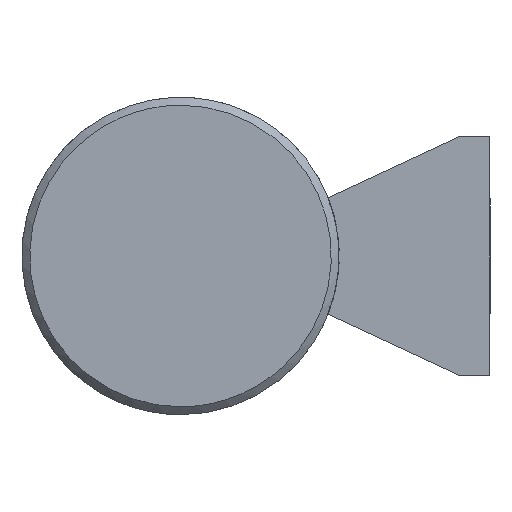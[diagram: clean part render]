
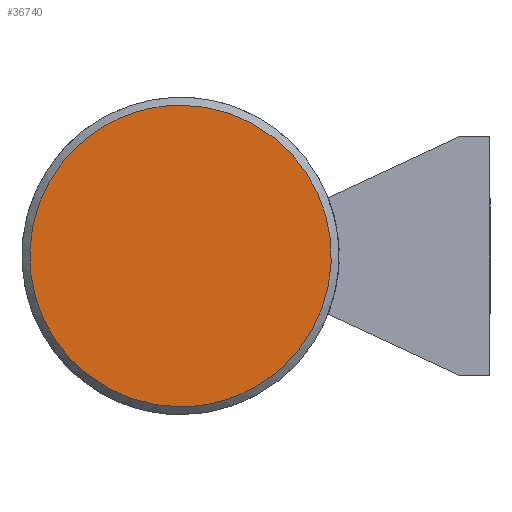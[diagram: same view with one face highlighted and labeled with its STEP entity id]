
A CAD part, left-side view. The second image highlights one B-rep face of the part: STEP entity #36740.
In plain terms, the highlighted free-form (B-spline) face has degree [1, 1] with [2, 2] control points.
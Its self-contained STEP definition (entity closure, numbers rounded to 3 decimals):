
#36220 = CARTESIAN_POINT ('', (0., 39., 19.));
#36230 = VERTEX_POINT ('', #36220);
#36240 = CARTESIAN_POINT ('', (0., 39., -19.));
#36250 = VERTEX_POINT ('', #36240);
#36260 = CARTESIAN_POINT ('', (0., 39., 19.));
#36270 = CARTESIAN_POINT ('', (0., 1., 19.));
#36280 = CARTESIAN_POINT ('', (0., 1., -19.));
#36290 = CARTESIAN_POINT ('', (0., 39., -19.));
#36300 = (
   BOUNDED_CURVE ()
   B_SPLINE_CURVE (3, (#36260, #36270, #36280, #36290), .UNSPECIFIED., .F., .U.)
   B_SPLINE_CURVE_WITH_KNOTS ((4, 4), (0., 1.), .UNSPECIFIED.)
   CURVE ()
   GEOMETRIC_REPRESENTATION_ITEM ()
   RATIONAL_B_SPLINE_CURVE ((1., 0.333, 0.333, 1.))
   REPRESENTATION_ITEM ('')
);
#36310 = EDGE_CURVE ('', #36230, #36250, #36300, .T.);
#36400 = CARTESIAN_POINT ('', (0., 39., -19.));
#36410 = CARTESIAN_POINT ('', (0., 77., -19.));
#36420 = CARTESIAN_POINT ('', (0., 77., 19.));
#36430 = CARTESIAN_POINT ('', (0., 39., 19.));
#36440 = (
   BOUNDED_CURVE ()
   B_SPLINE_CURVE (3, (#36400, #36410, #36420, #36430), .UNSPECIFIED., .F., .U.)
   B_SPLINE_CURVE_WITH_KNOTS ((4, 4), (0., 1.), .UNSPECIFIED.)
   CURVE ()
   GEOMETRIC_REPRESENTATION_ITEM ()
   RATIONAL_B_SPLINE_CURVE ((1., 0.333, 0.333, 1.))
   REPRESENTATION_ITEM ('')
);
#36450 = EDGE_CURVE ('', #36250, #36230, #36440, .T.);
#36650 = ORIENTED_EDGE ('', *, *, #36450, .F.);
#36660 = ORIENTED_EDGE ('', *, *, #36310, .F.);
#36670 = EDGE_LOOP ('', (#36650, #36660));
#36680 = FACE_OUTER_BOUND ('', #36670, .T.);
#36690 = CARTESIAN_POINT ('', (0., 58.228, -19.228));
#36700 = CARTESIAN_POINT ('', (0., 58.228, 19.228));
#36710 = CARTESIAN_POINT ('', (0., 19.772, -19.228));
#36720 = CARTESIAN_POINT ('', (0., 19.772, 19.228));
#36730 = B_SPLINE_SURFACE_WITH_KNOTS ('', 1, 1, ((#36690, #36700), (#36710, #36720)), .UNSPECIFIED., .F., .F., .U., (2, 2), (2, 2), (0., 1.), (0., 1.), .UNSPECIFIED.);
#36740 = ADVANCED_FACE ('', (#36680), #36730, .T.);
